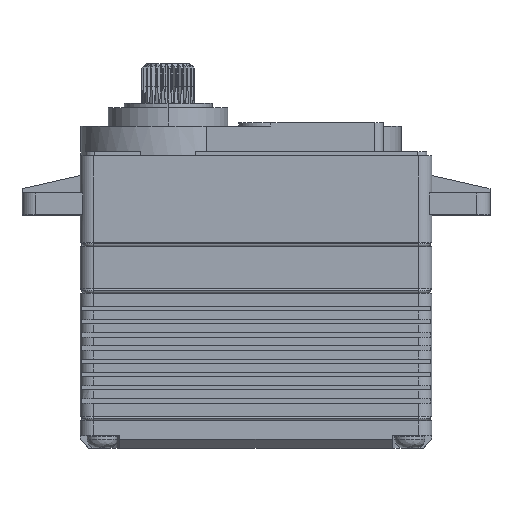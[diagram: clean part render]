
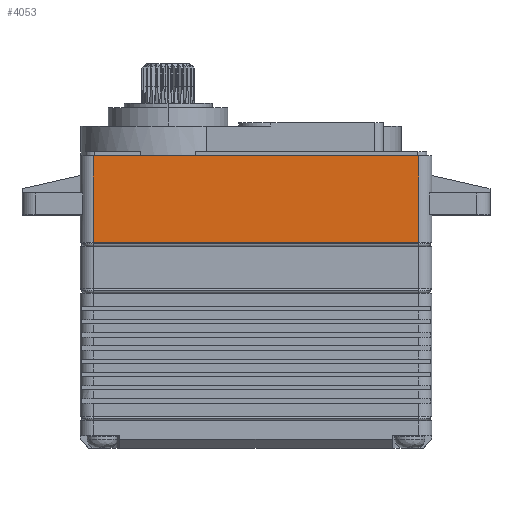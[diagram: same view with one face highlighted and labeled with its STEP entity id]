
A CAD part, top view. The second image highlights one B-rep face of the part: STEP entity #4053.
In plain terms, the highlighted face is planar.
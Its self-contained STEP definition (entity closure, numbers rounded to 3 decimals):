
#2104=DIRECTION('',(0.,0.,-1.));
#2105=VECTOR('',#2104,9.8);
#2106=CARTESIAN_POINT('',(18.5,10.,10.3));
#2107=LINE('',#2106,#2105);
#2134=DIRECTION('',(-1.,0.,0.));
#2135=VECTOR('',#2134,37.);
#2136=CARTESIAN_POINT('',(18.5,10.,0.5));
#2137=LINE('',#2136,#2135);
#2179=DIRECTION('',(-1.,0.,0.));
#2180=VECTOR('',#2179,37.);
#2181=CARTESIAN_POINT('',(18.5,10.,10.3));
#2182=LINE('',#2181,#2180);
#2330=DIRECTION('',(0.,0.,1.));
#2331=VECTOR('',#2330,9.8);
#2332=CARTESIAN_POINT('',(-18.5,10.,0.5));
#2333=LINE('',#2332,#2331);
#2962=CARTESIAN_POINT('',(18.5,10.,0.5));
#2964=VERTEX_POINT('',#2962);
#2969=CARTESIAN_POINT('',(18.5,10.,10.3));
#2971=VERTEX_POINT('',#2969);
#2987=CARTESIAN_POINT('',(-18.5,10.,0.5));
#2989=VERTEX_POINT('',#2987);
#2992=CARTESIAN_POINT('',(-18.5,10.,10.3));
#2994=VERTEX_POINT('',#2992);
#4040=CARTESIAN_POINT('',(20.,10.,0.));
#4041=DIRECTION('',(0.,1.,0.));
#4042=DIRECTION('',(-1.,0.,0.));
#4043=AXIS2_PLACEMENT_3D('',#4040,#4041,#4042);
#4044=PLANE('',#4043);
#4045=ORIENTED_EDGE('',*,*,#4026,.F.);
#4047=ORIENTED_EDGE('',*,*,#4046,.T.);
#4049=ORIENTED_EDGE('',*,*,#4048,.F.);
#4050=ORIENTED_EDGE('',*,*,#3663,.F.);
#4051=EDGE_LOOP('',(#4045,#4047,#4049,#4050));
#4052=FACE_OUTER_BOUND('',#4051,.F.);
#4053=ADVANCED_FACE('',(#4052),#4044,.T.);
#3663=EDGE_CURVE('',#2964,#2989,#2137,.T.);
#4026=EDGE_CURVE('',#2971,#2964,#2107,.T.);
#4046=EDGE_CURVE('',#2971,#2994,#2182,.T.);
#4048=EDGE_CURVE('',#2989,#2994,#2333,.T.);
